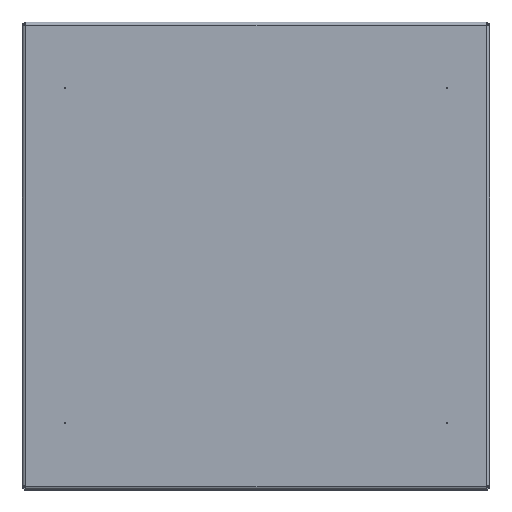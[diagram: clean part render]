
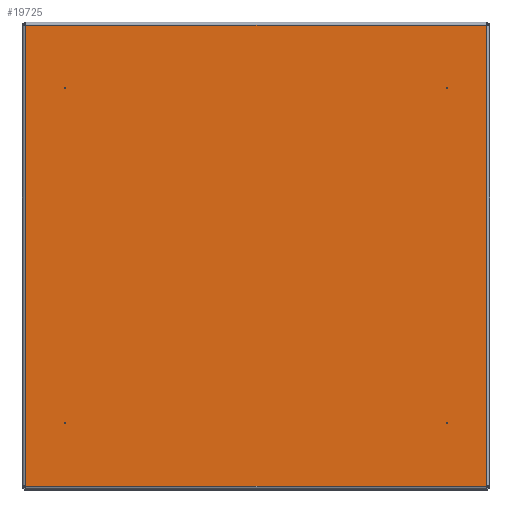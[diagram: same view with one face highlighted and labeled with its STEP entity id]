
A CAD part, front view. The second image highlights one B-rep face of the part: STEP entity #19725.
In plain terms, the highlighted planar face has unit normal (0, -1, 0).
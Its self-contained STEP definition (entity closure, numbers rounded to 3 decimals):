
#1428=LINE('',#33092,#2710);
#1439=LINE('',#33180,#2721);
#1450=LINE('',#33268,#2732);
#1461=LINE('',#33356,#2743);
#1463=LINE('',#33381,#2745);
#1466=LINE('',#33387,#2748);
#1467=LINE('',#33388,#2749);
#1468=LINE('',#33390,#2750);
#1469=LINE('',#33391,#2751);
#1470=LINE('',#33393,#2752);
#1471=LINE('',#33394,#2753);
#1472=LINE('',#33395,#2754);
#2710=VECTOR('',#25385,295.631);
#2721=VECTOR('',#25422,295.631);
#2732=VECTOR('',#25459,295.631);
#2743=VECTOR('',#25496,295.631);
#2745=VECTOR('',#25502,0.184);
#2748=VECTOR('',#25507,0.184);
#2749=VECTOR('',#25508,0.184);
#2750=VECTOR('',#25509,0.184);
#2751=VECTOR('',#25510,0.184);
#2752=VECTOR('',#25511,0.184);
#2753=VECTOR('',#25512,0.184);
#2754=VECTOR('',#25513,0.184);
#4836=FACE_OUTER_BOUND('',#6302,.T.);
#6302=EDGE_LOOP('',(#15261,#15262,#15263,#15264,#15265,#15266,#15267,#15268,
#15269,#15270,#15271,#15272));
#8663=VERTEX_POINT('',#33042);
#8668=VERTEX_POINT('',#33068);
#8675=VERTEX_POINT('',#33130);
#8680=VERTEX_POINT('',#33156);
#8687=VERTEX_POINT('',#33218);
#8692=VERTEX_POINT('',#33244);
#8699=VERTEX_POINT('',#33306);
#8704=VERTEX_POINT('',#33332);
#8705=VERTEX_POINT('',#33380);
#8707=VERTEX_POINT('',#33386);
#8708=VERTEX_POINT('',#33389);
#8709=VERTEX_POINT('',#33392);
#10925=EDGE_CURVE('',#8663,#8668,#1428,.T.);
#10946=EDGE_CURVE('',#8675,#8680,#1439,.T.);
#10967=EDGE_CURVE('',#8687,#8692,#1450,.T.);
#10988=EDGE_CURVE('',#8699,#8704,#1461,.T.);
#10991=EDGE_CURVE('',#8705,#8663,#1463,.T.);
#10994=EDGE_CURVE('',#8668,#8707,#1466,.T.);
#10995=EDGE_CURVE('',#8707,#8675,#1467,.T.);
#10996=EDGE_CURVE('',#8680,#8708,#1468,.T.);
#10997=EDGE_CURVE('',#8708,#8699,#1469,.T.);
#10998=EDGE_CURVE('',#8704,#8709,#1470,.T.);
#10999=EDGE_CURVE('',#8709,#8687,#1471,.T.);
#11000=EDGE_CURVE('',#8692,#8705,#1472,.T.);
#15261=ORIENTED_EDGE('',*,*,#10925,.T.);
#15262=ORIENTED_EDGE('',*,*,#10994,.T.);
#15263=ORIENTED_EDGE('',*,*,#10995,.T.);
#15264=ORIENTED_EDGE('',*,*,#10946,.T.);
#15265=ORIENTED_EDGE('',*,*,#10996,.T.);
#15266=ORIENTED_EDGE('',*,*,#10997,.T.);
#15267=ORIENTED_EDGE('',*,*,#10988,.T.);
#15268=ORIENTED_EDGE('',*,*,#10998,.T.);
#15269=ORIENTED_EDGE('',*,*,#10999,.T.);
#15270=ORIENTED_EDGE('',*,*,#10967,.T.);
#15271=ORIENTED_EDGE('',*,*,#11000,.T.);
#15272=ORIENTED_EDGE('',*,*,#10991,.T.);
#17524=PLANE('',#21447);
#19725=ADVANCED_FACE('',(#4836),#17524,.F.);
#21447=AXIS2_PLACEMENT_3D('',#33385,#25505,#25506);
#25385=DIRECTION('',(1.,0.,0.));
#25422=DIRECTION('',(0.,0.,1.));
#25459=DIRECTION('',(0.,0.,-1.));
#25496=DIRECTION('',(-1.,0.,0.));
#25502=DIRECTION('',(0.,0.,-1.));
#25505=DIRECTION('center_axis',(0.,1.,0.));
#25506=DIRECTION('ref_axis',(0.,0.,1.));
#25507=DIRECTION('',(0.,0.,1.));
#25508=DIRECTION('',(1.,0.,0.));
#25509=DIRECTION('',(-1.,0.,0.));
#25510=DIRECTION('',(0.,0.,1.));
#25511=DIRECTION('',(0.,0.,-1.));
#25512=DIRECTION('',(-1.,0.,0.));
#25513=DIRECTION('',(1.,0.,0.));
#33042=CARTESIAN_POINT('',(-147.816,0.,-148.));
#33068=CARTESIAN_POINT('',(147.816,0.,-148.));
#33092=CARTESIAN_POINT('',(-74.,0.,-148.));
#33130=CARTESIAN_POINT('',(148.,0.,-147.816));
#33156=CARTESIAN_POINT('',(148.,0.,147.816));
#33180=CARTESIAN_POINT('',(148.,0.,-74.));
#33218=CARTESIAN_POINT('',(-148.,0.,147.816));
#33244=CARTESIAN_POINT('',(-148.,0.,-147.816));
#33268=CARTESIAN_POINT('',(-148.,0.,74.));
#33306=CARTESIAN_POINT('',(147.816,0.,148.));
#33332=CARTESIAN_POINT('',(-147.816,0.,148.));
#33356=CARTESIAN_POINT('',(74.,0.,148.));
#33380=CARTESIAN_POINT('',(-147.816,0.,-147.816));
#33381=CARTESIAN_POINT('',(-147.816,0.,-73.908));
#33385=CARTESIAN_POINT('Origin',(0.,0.,0.));
#33386=CARTESIAN_POINT('',(147.816,0.,-147.816));
#33387=CARTESIAN_POINT('',(147.816,0.,-74.908));
#33388=CARTESIAN_POINT('',(73.908,0.,-147.816));
#33389=CARTESIAN_POINT('',(147.816,0.,147.816));
#33390=CARTESIAN_POINT('',(74.908,0.,147.816));
#33391=CARTESIAN_POINT('',(147.816,0.,73.908));
#33392=CARTESIAN_POINT('',(-147.816,0.,147.816));
#33393=CARTESIAN_POINT('',(-147.816,0.,74.908));
#33394=CARTESIAN_POINT('',(-73.908,0.,147.816));
#33395=CARTESIAN_POINT('',(-74.908,0.,-147.816));
